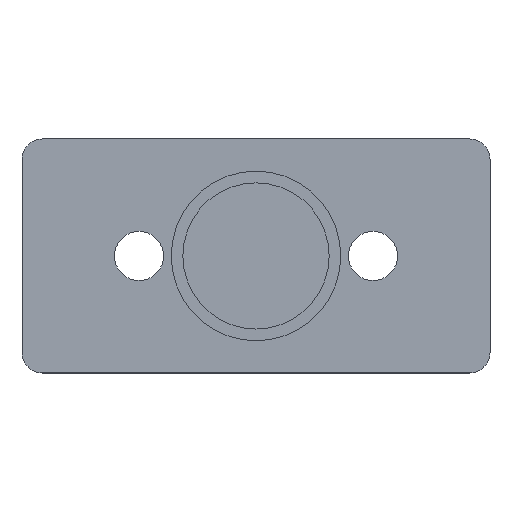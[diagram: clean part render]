
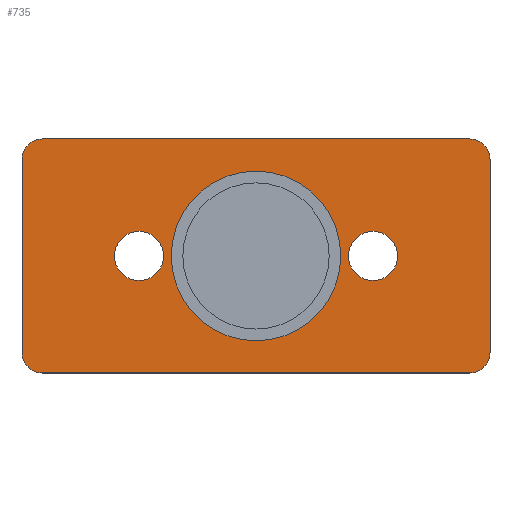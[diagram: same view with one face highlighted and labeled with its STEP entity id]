
A CAD part, top view. The second image highlights one B-rep face of the part: STEP entity #735.
In plain terms, the highlighted planar face has unit normal (0, 0, 1).
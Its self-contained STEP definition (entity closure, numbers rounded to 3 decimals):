
#278=CARTESIAN_POINT('',(-36.5,-20.,7.5));
#279=VERTEX_POINT('',#278);
#286=CARTESIAN_POINT('',(-40.,-16.5,7.5));
#287=VERTEX_POINT('',#286);
#288=CARTESIAN_POINT('',(-36.5,-16.5,7.5));
#289=DIRECTION('',(0.0,0.0,-1.0));
#290=DIRECTION('',(1.0,0.0,0.0));
#291=AXIS2_PLACEMENT_3D('',#288,#289,#290);
#292=CIRCLE('',#291,3.5);
#293=EDGE_CURVE('',#279,#287,#292,.T.);
#310=CARTESIAN_POINT('',(36.5,-20.,7.5));
#311=VERTEX_POINT('',#310);
#318=CARTESIAN_POINT('',(36.5,-20.,7.5));
#319=DIRECTION('',(-1.0,0.0,0.0));
#320=VECTOR('',#319,73.0);
#321=LINE('',#318,#320);
#322=EDGE_CURVE('',#311,#279,#321,.T.);
#334=CARTESIAN_POINT('',(40.,-16.5,7.5));
#335=VERTEX_POINT('',#334);
#342=CARTESIAN_POINT('',(36.5,-16.5,7.5));
#343=DIRECTION('',(0.0,0.0,-1.0));
#344=DIRECTION('',(0.0,1.0,0.0));
#345=AXIS2_PLACEMENT_3D('',#342,#343,#344);
#346=CIRCLE('',#345,3.5);
#347=EDGE_CURVE('',#335,#311,#346,.T.);
#359=CARTESIAN_POINT('',(40.,16.5,7.5));
#360=VERTEX_POINT('',#359);
#367=CARTESIAN_POINT('',(40.,16.5,7.5));
#368=DIRECTION('',(0.0,-1.0,0.0));
#369=VECTOR('',#368,33.0);
#370=LINE('',#367,#369);
#371=EDGE_CURVE('',#360,#335,#370,.T.);
#498=CARTESIAN_POINT('',(-15.8,0.,7.5));
#499=VERTEX_POINT('',#498);
#500=CARTESIAN_POINT('',(-20.0,0.0,7.5));
#501=DIRECTION('',(0.0,0.0,-1.0));
#502=DIRECTION('',(-1.0,0.0,0.0));
#503=AXIS2_PLACEMENT_3D('',#500,#501,#502);
#504=CIRCLE('',#503,4.2);
#505=EDGE_CURVE('',#499,#499,#504,.T.);
#600=CARTESIAN_POINT('',(24.2,0.,7.5));
#601=VERTEX_POINT('',#600);
#602=CARTESIAN_POINT('',(20.0,0.0,7.5));
#603=DIRECTION('',(0.0,0.0,-1.0));
#604=DIRECTION('',(-1.0,0.0,0.0));
#605=AXIS2_PLACEMENT_3D('',#602,#603,#604);
#606=CIRCLE('',#605,4.2);
#607=EDGE_CURVE('',#601,#601,#606,.T.);
#659=CARTESIAN_POINT('',(14.5,0.,7.5));
#660=VERTEX_POINT('',#659);
#661=CARTESIAN_POINT('',(0.,0.0,7.5));
#662=DIRECTION('',(0.0,0.0,-1.0));
#663=DIRECTION('',(-1.0,0.0,0.0));
#664=AXIS2_PLACEMENT_3D('',#661,#662,#663);
#665=CIRCLE('',#664,14.5);
#666=EDGE_CURVE('',#660,#660,#665,.T.);
#683=CARTESIAN_POINT('',(0.,0.0,7.5));
#684=DIRECTION('',(0.0,0.0,1.0));
#685=DIRECTION('',(1.0,0.0,0.0));
#686=AXIS2_PLACEMENT_3D('',#683,#684,#685);
#687=PLANE('',#686);
#688=CARTESIAN_POINT('',(-36.5,20.,7.5));
#689=VERTEX_POINT('',#688);
#690=CARTESIAN_POINT('',(36.5,20.,7.5));
#691=VERTEX_POINT('',#690);
#692=CARTESIAN_POINT('',(-36.5,20.,7.5));
#693=DIRECTION('',(1.0,0.0,0.0));
#694=VECTOR('',#693,73.0);
#695=LINE('',#692,#694);
#696=EDGE_CURVE('',#689,#691,#695,.T.);
#697=ORIENTED_EDGE('',*,*,#696,.F.);
#698=CARTESIAN_POINT('',(-40.,16.5,7.5));
#699=VERTEX_POINT('',#698);
#700=CARTESIAN_POINT('',(-36.5,16.5,7.5));
#701=DIRECTION('',(0.0,0.0,-1.0));
#702=DIRECTION('',(0.0,-1.0,0.0));
#703=AXIS2_PLACEMENT_3D('',#700,#701,#702);
#704=CIRCLE('',#703,3.5);
#705=EDGE_CURVE('',#699,#689,#704,.T.);
#706=ORIENTED_EDGE('',*,*,#705,.F.);
#707=CARTESIAN_POINT('',(-40.,-16.5,7.5));
#708=DIRECTION('',(0.0,1.0,0.0));
#709=VECTOR('',#708,33.0);
#710=LINE('',#707,#709);
#711=EDGE_CURVE('',#287,#699,#710,.T.);
#712=ORIENTED_EDGE('',*,*,#711,.F.);
#713=ORIENTED_EDGE('',*,*,#293,.F.);
#714=ORIENTED_EDGE('',*,*,#322,.F.);
#715=ORIENTED_EDGE('',*,*,#347,.F.);
#716=ORIENTED_EDGE('',*,*,#371,.F.);
#717=CARTESIAN_POINT('',(36.5,16.5,7.5));
#718=DIRECTION('',(0.0,0.0,-1.0));
#719=DIRECTION('',(-1.0,0.0,0.0));
#720=AXIS2_PLACEMENT_3D('',#717,#718,#719);
#721=CIRCLE('',#720,3.5);
#722=EDGE_CURVE('',#691,#360,#721,.T.);
#723=ORIENTED_EDGE('',*,*,#722,.F.);
#724=EDGE_LOOP('',(#697,#706,#712,#713,#714,#715,#716,#723));
#725=FACE_OUTER_BOUND('',#724,.T.);
#726=ORIENTED_EDGE('',*,*,#505,.T.);
#727=EDGE_LOOP('',(#726));
#728=FACE_BOUND('',#727,.T.);
#729=ORIENTED_EDGE('',*,*,#607,.T.);
#730=EDGE_LOOP('',(#729));
#731=FACE_BOUND('',#730,.T.);
#732=ORIENTED_EDGE('',*,*,#666,.T.);
#733=EDGE_LOOP('',(#732));
#734=FACE_BOUND('',#733,.T.);
#735=ADVANCED_FACE('',(#725,#728,#731,#734),#687,.T.);
